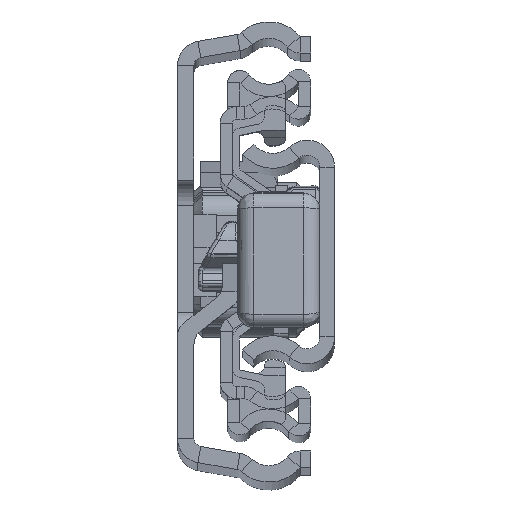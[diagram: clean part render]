
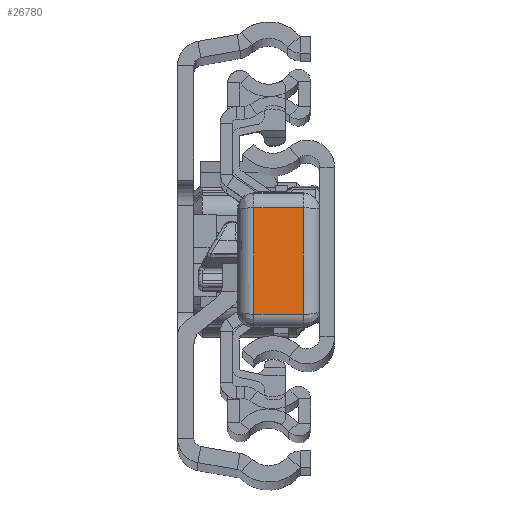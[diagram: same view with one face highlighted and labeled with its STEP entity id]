
A CAD part, top view. The second image highlights one B-rep face of the part: STEP entity #26780.
In plain terms, the highlighted face is planar.
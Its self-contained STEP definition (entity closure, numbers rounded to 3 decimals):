
#927 = EDGE_CURVE ( 'NONE', #54311, #29411, #33927, .T. ) ;
#1438 = VECTOR ( 'NONE', #10423, 1000. ) ;
#3784 = FACE_OUTER_BOUND ( 'NONE', #45131, .T. ) ;
#4142 = ORIENTED_EDGE ( 'NONE', *, *, #927, .T. ) ;
#5064 = ORIENTED_EDGE ( 'NONE', *, *, #50358, .T. ) ;
#6245 = VECTOR ( 'NONE', #42744, 1000. ) ;
#6265 = CARTESIAN_POINT ( 'NONE',  ( 39.636, -12.609, 5.5 ) ) ;
#10423 = DIRECTION ( 'NONE',  ( 0., -1., 0. ) ) ;
#11870 = DIRECTION ( 'NONE',  ( 0., 0., 1. ) ) ;
#12061 = PLANE ( 'NONE',  #34521 ) ;
#14846 = LINE ( 'NONE', #32777, #1438 ) ;
#24170 = CARTESIAN_POINT ( 'NONE',  ( 39.636, -12.609, 8. ) ) ;
#25412 = CARTESIAN_POINT ( 'NONE',  ( 39.636, 0.361, 5.5 ) ) ;
#25889 = DIRECTION ( 'NONE',  ( 0., 0., -1. ) ) ;
#26780 = ADVANCED_FACE ( 'NONE', ( #3784 ), #12061, .F. ) ;
#29071 = DIRECTION ( 'NONE',  ( 0., 1., 0. ) ) ;
#29088 = VECTOR ( 'NONE', #29071, 1000. ) ;
#29411 = VERTEX_POINT ( 'NONE', #56669 ) ;
#31087 = EDGE_CURVE ( 'NONE', #49388, #51735, #33324, .T. ) ;
#32777 = CARTESIAN_POINT ( 'NONE',  ( 39.636, 0., 8. ) ) ;
#33324 = LINE ( 'NONE', #6265, #6245 ) ;
#33927 = LINE ( 'NONE', #25412, #46623 ) ;
#34521 = AXIS2_PLACEMENT_3D ( 'NONE', #47946, #57587, #25889 ) ;
#38205 = CARTESIAN_POINT ( 'NONE',  ( 39.636, 0., 2. ) ) ;
#42744 = DIRECTION ( 'NONE',  ( 0., 0., -1. ) ) ;
#44803 = CARTESIAN_POINT ( 'NONE',  ( 39.636, -12.609, 2. ) ) ;
#44829 = ORIENTED_EDGE ( 'NONE', *, *, #31087, .T. ) ;
#45131 = EDGE_LOOP ( 'NONE', ( #45920, #4142, #5064, #44829 ) ) ;
#45920 = ORIENTED_EDGE ( 'NONE', *, *, #55149, .T. ) ;
#46623 = VECTOR ( 'NONE', #11870, 1000. ) ;
#47603 = LINE ( 'NONE', #38205, #29088 ) ;
#47946 = CARTESIAN_POINT ( 'NONE',  ( 39.636, 0., 5.5 ) ) ;
#49388 = VERTEX_POINT ( 'NONE', #24170 ) ;
#50358 = EDGE_CURVE ( 'NONE', #29411, #49388, #14846, .T. ) ;
#51735 = VERTEX_POINT ( 'NONE', #44803 ) ;
#54311 = VERTEX_POINT ( 'NONE', #57738 ) ;
#55149 = EDGE_CURVE ( 'NONE', #51735, #54311, #47603, .T. ) ;
#56669 = CARTESIAN_POINT ( 'NONE',  ( 39.636, 0.361, 8. ) ) ;
#57587 = DIRECTION ( 'NONE',  ( -1., 0., 0. ) ) ;
#57738 = CARTESIAN_POINT ( 'NONE',  ( 39.636, 0.361, 2. ) ) ;
